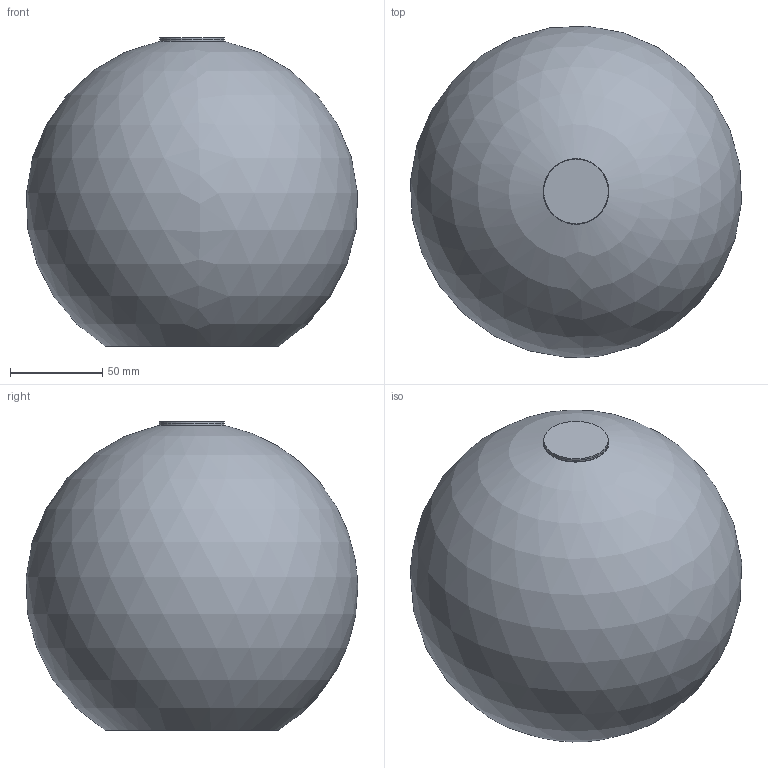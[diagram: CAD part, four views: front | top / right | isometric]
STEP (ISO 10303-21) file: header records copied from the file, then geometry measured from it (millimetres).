
FILE_DESCRIPTION(/* description */ ('This is a sample STEP configuration'),/* implementation_level */ '2;1');
FILE_NAME(/* name */ '662-019xxxxxxxxx SIMPLE.ipt_Rev_00.stp',/* time_stamp */ '2023-05-03T12:08:44+02:00',/* author */ ('powerJobs'),/* organization */ ('coolOrange'),/* preprocessor_version */ 'ST-DEVELOPER v19.2',/* originating_system */ 'Autodesk Inventor 2023',/* authorisation */ '');
FILE_SCHEMA (('AUTOMOTIVE_DESIGN { 1 0 10303 214 3 1 1 }'));
Length unit declared in the file: millimetre
Products named in the file (1): ENG000028985
Bounding box: 179.23 x 179.51 x 167 mm (x, y, z)
Volume: 3014133.2 mm3; surface area: 106148.7 mm2
Topology: 3 solids, 3 shells, 12 faces, 15 edges, 10 vertices
Faces by surface type: plane 7, cylinder 3, cone 1, sphere 1
Full cylindrical faces by diameter (mm): 29.5 x1, 35 x2
Entity records: 291 total; most frequent: DIRECTION 52, CARTESIAN_POINT 38, ORIENTED_EDGE 30, AXIS2_PLACEMENT_3D 24, EDGE_CURVE 15, EDGE_LOOP 13, FACE_OUTER_BOUND 12, ADVANCED_FACE 12
